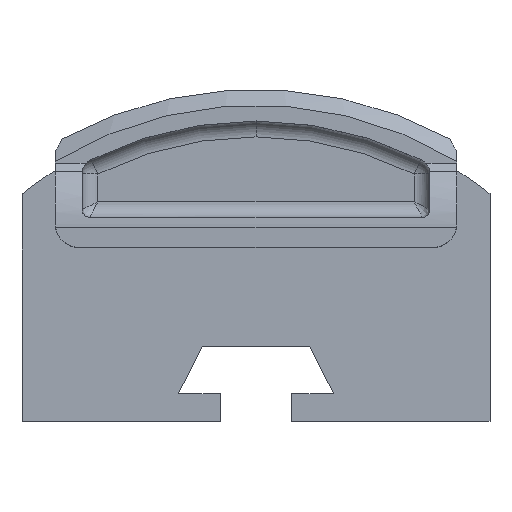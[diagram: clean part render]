
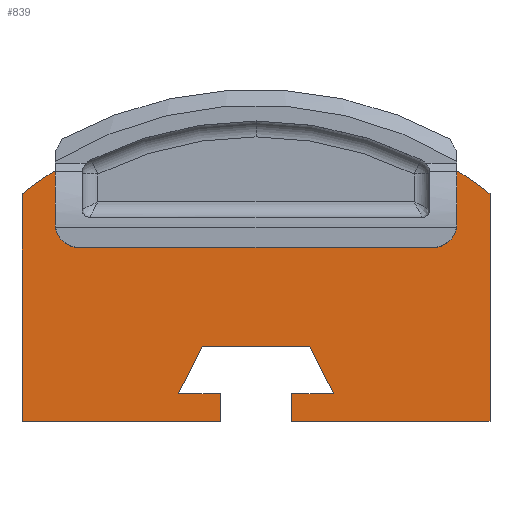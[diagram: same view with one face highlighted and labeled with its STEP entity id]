
A CAD part, top view. The second image highlights one B-rep face of the part: STEP entity #839.
In plain terms, the highlighted planar face has unit normal (0, 0, 1).
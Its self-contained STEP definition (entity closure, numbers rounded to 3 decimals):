
#200=CARTESIAN_POINT('',(-12.7,122.364,20.4));
#201=VERTEX_POINT('',#200);
#208=CARTESIAN_POINT('',(-12.7,119.,20.4));
#209=VERTEX_POINT('',#208);
#210=CARTESIAN_POINT('',(-12.7,122.364,20.4));
#211=DIRECTION('',(-0.,-1.,0.));
#212=VECTOR('',#211,3.364);
#213=LINE('',#210,#212);
#214=EDGE_CURVE('',#201,#209,#213,.T.);
#486=CARTESIAN_POINT('',(14.8,106.5,20.4));
#487=VERTEX_POINT('',#486);
#488=CARTESIAN_POINT('',(2.25,106.5,20.4));
#489=VERTEX_POINT('',#488);
#490=CARTESIAN_POINT('',(14.8,106.5,20.4));
#491=DIRECTION('',(-1.,0.,0.));
#492=VECTOR('',#491,12.55);
#493=LINE('',#490,#492);
#494=EDGE_CURVE('',#487,#489,#493,.T.);
#654=CARTESIAN_POINT('',(-2.25,106.5,20.4));
#655=VERTEX_POINT('',#654);
#662=CARTESIAN_POINT('',(-14.8,106.5,20.4));
#663=VERTEX_POINT('',#662);
#664=CARTESIAN_POINT('',(-2.25,106.5,20.4));
#665=DIRECTION('',(-1.,0.,0.));
#666=VECTOR('',#665,12.55);
#667=LINE('',#664,#666);
#668=EDGE_CURVE('',#655,#663,#667,.T.);
#711=CARTESIAN_POINT('',(0.,102.,20.4));
#712=DIRECTION('',(0.,0.,-1.));
#713=DIRECTION('',(-1.,0.,0.));
#714=AXIS2_PLACEMENT_3D('',#711,#712,#713);
#715=PLANE('',#714);
#716=CARTESIAN_POINT('',(2.25,108.25,20.4));
#717=VERTEX_POINT('',#716);
#718=CARTESIAN_POINT('',(4.905,108.25,20.4));
#719=VERTEX_POINT('',#718);
#720=CARTESIAN_POINT('',(2.25,108.25,20.4));
#721=DIRECTION('',(1.,-0.,0.));
#722=VECTOR('',#721,2.655);
#723=LINE('',#720,#722);
#724=EDGE_CURVE('',#717,#719,#723,.T.);
#725=ORIENTED_EDGE('',*,*,#724,.F.);
#726=CARTESIAN_POINT('',(2.25,108.25,20.4));
#727=DIRECTION('',(-0.,-1.,-0.));
#728=VECTOR('',#727,1.75);
#729=LINE('',#726,#728);
#730=EDGE_CURVE('',#717,#489,#729,.T.);
#731=ORIENTED_EDGE('',*,*,#730,.T.);
#732=ORIENTED_EDGE('',*,*,#494,.F.);
#733=CARTESIAN_POINT('',(14.8,120.893,20.4));
#734=VERTEX_POINT('',#733);
#735=CARTESIAN_POINT('',(14.8,120.893,20.4));
#736=DIRECTION('',(-0.,-1.,-0.));
#737=VECTOR('',#736,14.393);
#738=LINE('',#735,#737);
#739=EDGE_CURVE('',#734,#487,#738,.T.);
#740=ORIENTED_EDGE('',*,*,#739,.F.);
#741=CARTESIAN_POINT('',(12.7,122.364,20.4));
#742=VERTEX_POINT('',#741);
#743=CARTESIAN_POINT('',(0.,102.,20.4));
#744=DIRECTION('',(-0.,0.,-1.));
#745=DIRECTION('',(0.,1.,0.));
#746=AXIS2_PLACEMENT_3D('',#743,#744,#745);
#747=CIRCLE('',#746,24.);
#748=EDGE_CURVE('',#742,#734,#747,.T.);
#749=ORIENTED_EDGE('',*,*,#748,.F.);
#750=CARTESIAN_POINT('',(12.7,119.,20.4));
#751=VERTEX_POINT('',#750);
#752=CARTESIAN_POINT('',(12.7,119.,20.4));
#753=DIRECTION('',(0.,1.,0.));
#754=VECTOR('',#753,3.364);
#755=LINE('',#752,#754);
#756=EDGE_CURVE('',#751,#742,#755,.T.);
#757=ORIENTED_EDGE('',*,*,#756,.F.);
#758=CARTESIAN_POINT('',(11.2,117.5,20.4));
#759=VERTEX_POINT('',#758);
#760=CARTESIAN_POINT('',(11.2,119.,20.4));
#761=DIRECTION('',(0.,-0.,1.));
#762=DIRECTION('',(-0.,-1.,0.));
#763=AXIS2_PLACEMENT_3D('',#760,#761,#762);
#764=CIRCLE('',#763,1.5);
#765=EDGE_CURVE('',#759,#751,#764,.T.);
#766=ORIENTED_EDGE('',*,*,#765,.F.);
#767=CARTESIAN_POINT('',(-11.2,117.5,20.4));
#768=VERTEX_POINT('',#767);
#769=CARTESIAN_POINT('',(-11.2,117.5,20.4));
#770=DIRECTION('',(1.,-0.,-0.));
#771=VECTOR('',#770,22.4);
#772=LINE('',#769,#771);
#773=EDGE_CURVE('',#768,#759,#772,.T.);
#774=ORIENTED_EDGE('',*,*,#773,.F.);
#775=CARTESIAN_POINT('',(-11.2,119.,20.4));
#776=DIRECTION('',(0.,-0.,1.));
#777=DIRECTION('',(-0.,-1.,0.));
#778=AXIS2_PLACEMENT_3D('',#775,#776,#777);
#779=CIRCLE('',#778,1.5);
#780=EDGE_CURVE('',#209,#768,#779,.T.);
#781=ORIENTED_EDGE('',*,*,#780,.F.);
#782=ORIENTED_EDGE('',*,*,#214,.F.);
#783=CARTESIAN_POINT('',(-14.8,120.893,20.4));
#784=VERTEX_POINT('',#783);
#785=CARTESIAN_POINT('',(0.,102.,20.4));
#786=DIRECTION('',(-0.,0.,-1.));
#787=DIRECTION('',(0.,1.,0.));
#788=AXIS2_PLACEMENT_3D('',#785,#786,#787);
#789=CIRCLE('',#788,24.);
#790=EDGE_CURVE('',#784,#201,#789,.T.);
#791=ORIENTED_EDGE('',*,*,#790,.F.);
#792=CARTESIAN_POINT('',(-14.8,106.5,20.4));
#793=DIRECTION('',(0.,1.,-0.));
#794=VECTOR('',#793,14.393);
#795=LINE('',#792,#794);
#796=EDGE_CURVE('',#663,#784,#795,.T.);
#797=ORIENTED_EDGE('',*,*,#796,.F.);
#798=ORIENTED_EDGE('',*,*,#668,.F.);
#799=CARTESIAN_POINT('',(-2.25,108.25,20.4));
#800=VERTEX_POINT('',#799);
#801=CARTESIAN_POINT('',(-2.25,106.5,20.4));
#802=DIRECTION('',(0.,1.,0.));
#803=VECTOR('',#802,1.75);
#804=LINE('',#801,#803);
#805=EDGE_CURVE('',#655,#800,#804,.T.);
#806=ORIENTED_EDGE('',*,*,#805,.T.);
#807=CARTESIAN_POINT('',(-4.905,108.25,20.4));
#808=VERTEX_POINT('',#807);
#809=CARTESIAN_POINT('',(-2.25,108.25,20.4));
#810=DIRECTION('',(-1.,0.,0.));
#811=VECTOR('',#810,2.655);
#812=LINE('',#809,#811);
#813=EDGE_CURVE('',#800,#808,#812,.T.);
#814=ORIENTED_EDGE('',*,*,#813,.T.);
#815=CARTESIAN_POINT('',(-3.405,111.25,20.4));
#816=VERTEX_POINT('',#815);
#817=CARTESIAN_POINT('',(-3.405,111.25,20.4));
#818=DIRECTION('',(-0.447,-0.894,0.));
#819=VECTOR('',#818,3.354);
#820=LINE('',#817,#819);
#821=EDGE_CURVE('',#816,#808,#820,.T.);
#822=ORIENTED_EDGE('',*,*,#821,.F.);
#823=CARTESIAN_POINT('',(3.405,111.25,20.4));
#824=VERTEX_POINT('',#823);
#825=CARTESIAN_POINT('',(3.405,111.25,20.4));
#826=DIRECTION('',(-1.,0.,0.));
#827=VECTOR('',#826,6.809);
#828=LINE('',#825,#827);
#829=EDGE_CURVE('',#824,#816,#828,.T.);
#830=ORIENTED_EDGE('',*,*,#829,.F.);
#831=CARTESIAN_POINT('',(3.405,111.25,20.4));
#832=DIRECTION('',(0.447,-0.894,0.));
#833=VECTOR('',#832,3.354);
#834=LINE('',#831,#833);
#835=EDGE_CURVE('',#824,#719,#834,.T.);
#836=ORIENTED_EDGE('',*,*,#835,.T.);
#837=EDGE_LOOP('',(#725,#731,#732,#740,#749,#757,#766,#774,#781,#782,#791,#797,#798,#806,#814,#822,#830,#836));
#838=FACE_BOUND('',#837,.T.);
#839=ADVANCED_FACE('',(#838),#715,.F.);
